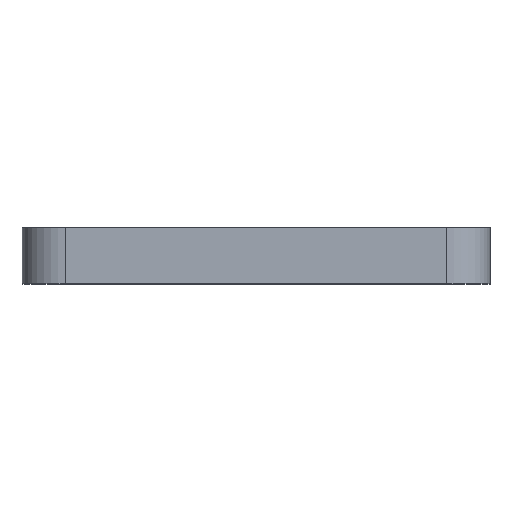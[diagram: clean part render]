
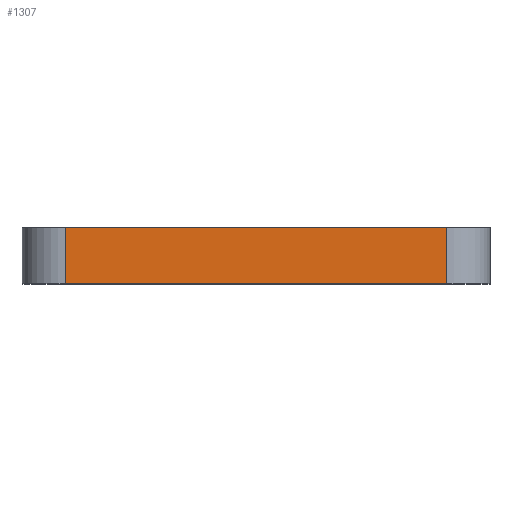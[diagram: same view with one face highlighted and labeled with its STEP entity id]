
A CAD part, top view. The second image highlights one B-rep face of the part: STEP entity #1307.
In plain terms, the highlighted planar face has unit normal (0, 0, 1).
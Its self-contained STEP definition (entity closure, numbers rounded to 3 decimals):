
#51 = ORIENTED_EDGE ( 'NONE', *, *, #1239, .T. ) ;
#145 = VERTEX_POINT ( 'NONE', #1561 ) ;
#273 = EDGE_LOOP ( 'NONE', ( #51, #307, #1717, #1365 ) ) ;
#284 = VECTOR ( 'NONE', #1414, 1000. ) ;
#307 = ORIENTED_EDGE ( 'NONE', *, *, #1633, .F. ) ;
#313 = PLANE ( 'NONE',  #1348 ) ;
#460 = DIRECTION ( 'NONE',  ( 1., 0., 0. ) ) ;
#517 = VECTOR ( 'NONE', #1625, 1000. ) ;
#520 = EDGE_CURVE ( 'NONE', #661, #145, #699, .T. ) ;
#539 = VECTOR ( 'NONE', #460, 1000. ) ;
#631 = VECTOR ( 'NONE', #1085, 1000. ) ;
#661 = VERTEX_POINT ( 'NONE', #740 ) ;
#699 = LINE ( 'NONE', #1503, #284 ) ;
#740 = CARTESIAN_POINT ( 'NONE',  ( -20.365, 6., 25. ) ) ;
#803 = DIRECTION ( 'NONE',  ( -1., 0., 0. ) ) ;
#892 = FACE_OUTER_BOUND ( 'NONE', #273, .T. ) ;
#950 = CARTESIAN_POINT ( 'NONE',  ( 20.365, 6., 25. ) ) ;
#953 = VERTEX_POINT ( 'NONE', #1556 ) ;
#1003 = LINE ( 'NONE', #1695, #539 ) ;
#1050 = LINE ( 'NONE', #950, #631 ) ;
#1085 = DIRECTION ( 'NONE',  ( 0., -1., 0. ) ) ;
#1239 = EDGE_CURVE ( 'NONE', #1526, #953, #1003, .T. ) ;
#1307 = ADVANCED_FACE ( 'NONE', ( #892 ), #313, .F. ) ;
#1348 = AXIS2_PLACEMENT_3D ( 'NONE', #1664, #1538, #803 ) ;
#1365 = ORIENTED_EDGE ( 'NONE', *, *, #1456, .T. ) ;
#1397 = LINE ( 'NONE', #1623, #517 ) ;
#1414 = DIRECTION ( 'NONE',  ( 1., 0., 0. ) ) ;
#1455 = CARTESIAN_POINT ( 'NONE',  ( -20.365, 0., 25. ) ) ;
#1456 = EDGE_CURVE ( 'NONE', #661, #1526, #1397, .T. ) ;
#1503 = CARTESIAN_POINT ( 'NONE',  ( 20.365, 6., 25. ) ) ;
#1526 = VERTEX_POINT ( 'NONE', #1455 ) ;
#1538 = DIRECTION ( 'NONE',  ( 0., 0., -1. ) ) ;
#1556 = CARTESIAN_POINT ( 'NONE',  ( 20.365, 0., 25. ) ) ;
#1561 = CARTESIAN_POINT ( 'NONE',  ( 20.365, 6., 25. ) ) ;
#1623 = CARTESIAN_POINT ( 'NONE',  ( -20.365, 6., 25. ) ) ;
#1625 = DIRECTION ( 'NONE',  ( 0., -1., 0. ) ) ;
#1633 = EDGE_CURVE ( 'NONE', #145, #953, #1050, .T. ) ;
#1664 = CARTESIAN_POINT ( 'NONE',  ( 20.365, 6., 25. ) ) ;
#1695 = CARTESIAN_POINT ( 'NONE',  ( 20.365, 0., 25. ) ) ;
#1717 = ORIENTED_EDGE ( 'NONE', *, *, #520, .F. ) ;
